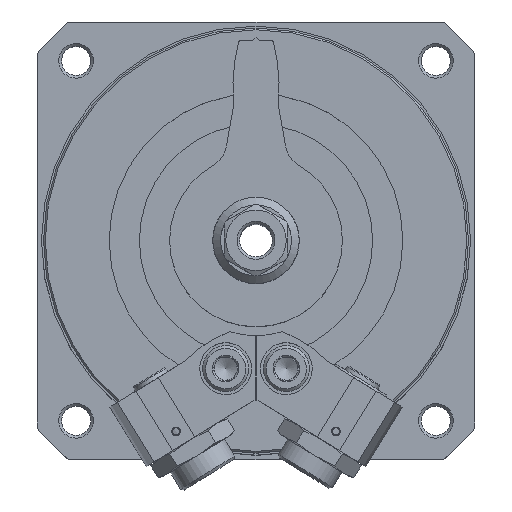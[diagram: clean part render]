
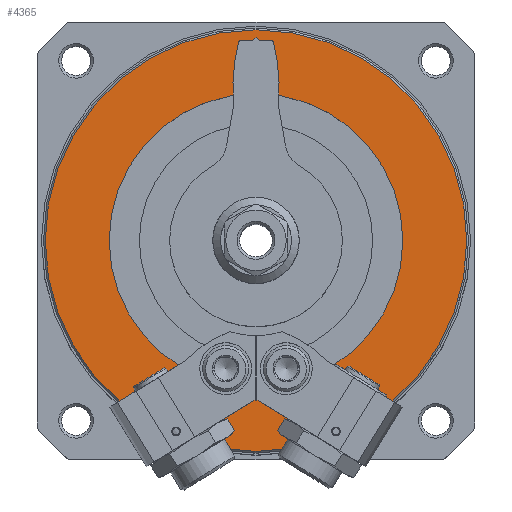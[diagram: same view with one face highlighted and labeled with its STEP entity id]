
A CAD part, top view. The second image highlights one B-rep face of the part: STEP entity #4365.
In plain terms, the highlighted face is planar.
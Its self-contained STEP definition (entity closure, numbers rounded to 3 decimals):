
#861=ORIENTED_EDGE('',*,*,#1940,.F.);
#862=ORIENTED_EDGE('',*,*,#1941,.T.);
#1940=EDGE_CURVE('',#2490,#2490,#2912,.T.);
#1941=EDGE_CURVE('',#2491,#2491,#2913,.T.);
#2490=VERTEX_POINT('',#7026);
#2491=VERTEX_POINT('',#7028);
#2912=CIRCLE('',#4821,73.2);
#2913=CIRCLE('',#4822,51.);
#3227=EDGE_LOOP('',(#861));
#3228=EDGE_LOOP('',(#862));
#3745=FACE_BOUND('',#3227,.T.);
#3746=FACE_BOUND('',#3228,.T.);
#4226=PLANE('',#4820);
#4365=ADVANCED_FACE('',(#3745,#3746),#4226,.F.);
#4820=AXIS2_PLACEMENT_3D('',#7024,#5524,#5525);
#4821=AXIS2_PLACEMENT_3D('',#7025,#5526,#5527);
#4822=AXIS2_PLACEMENT_3D('',#7027,#5528,#5529);
#5524=DIRECTION('',(1.,0.,0.));
#5525=DIRECTION('',(0.,0.,-1.));
#5526=DIRECTION('',(1.,0.,0.));
#5527=DIRECTION('',(0.,0.,-1.));
#5528=DIRECTION('',(1.,0.,0.));
#5529=DIRECTION('',(0.,0.,-1.));
#7024=CARTESIAN_POINT('',(-84.,0.,0.));
#7025=CARTESIAN_POINT('',(-84.,0.,0.));
#7026=CARTESIAN_POINT('',(-84.,0.,-73.2));
#7027=CARTESIAN_POINT('',(-84.,0.,0.));
#7028=CARTESIAN_POINT('',(-84.,0.,-51.));
